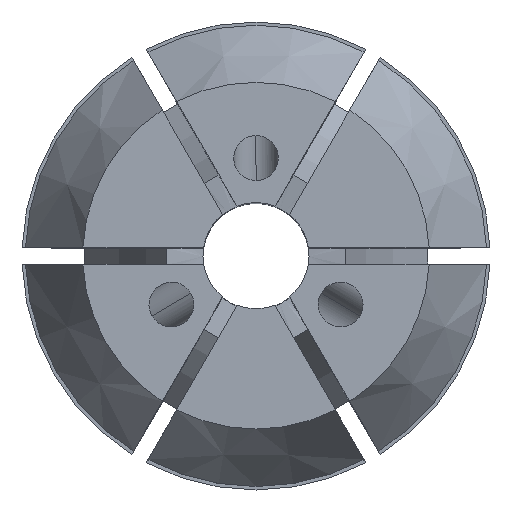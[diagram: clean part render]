
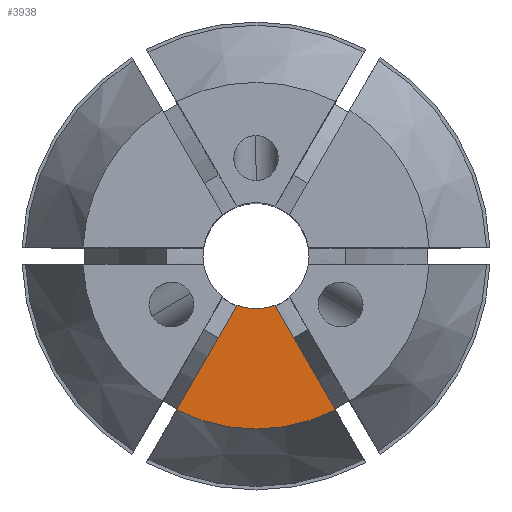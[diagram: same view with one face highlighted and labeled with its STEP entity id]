
A CAD part, top view. The second image highlights one B-rep face of the part: STEP entity #3938.
In plain terms, the highlighted planar face has unit normal (0, 0, 1).
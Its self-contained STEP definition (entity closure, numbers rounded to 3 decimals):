
#182 = AXIS2_PLACEMENT_3D ( 'NONE', #248, #1261, #2806 ) ;
#214 = ORIENTED_EDGE ( 'NONE', *, *, #3790, .F. ) ;
#248 = CARTESIAN_POINT ( 'NONE',  ( 0., 0., 31.5 ) ) ;
#260 = VECTOR ( 'NONE', #1121, 1000. ) ;
#279 = FACE_OUTER_BOUND ( 'NONE', #3101, .T. ) ;
#483 = CARTESIAN_POINT ( 'NONE',  ( 0.851, -2.224, 31.5 ) ) ;
#569 = EDGE_CURVE ( 'NONE', #2942, #1879, #661, .T. ) ;
#635 = PLANE ( 'NONE',  #3684 ) ;
#661 = LINE ( 'NONE', #1614, #3961 ) ;
#737 = DIRECTION ( 'NONE',  ( 1., 0., 0. ) ) ;
#1018 = CARTESIAN_POINT ( 'NONE',  ( -3.56, -6.916, 31.5 ) ) ;
#1084 = EDGE_CURVE ( 'NONE', #1086, #3413, #2700, .T. ) ;
#1086 = VERTEX_POINT ( 'NONE', #483 ) ;
#1121 = DIRECTION ( 'NONE',  ( 0.5, -0.866, 0. ) ) ;
#1261 = DIRECTION ( 'NONE',  ( 0., 0., -1. ) ) ;
#1286 = CARTESIAN_POINT ( 'NONE',  ( 0., 7.778, 31.5 ) ) ;
#1614 = CARTESIAN_POINT ( 'NONE',  ( 3.693, 5.646, 31.5 ) ) ;
#1666 = CARTESIAN_POINT ( 'NONE',  ( 0., 0., 31.5 ) ) ;
#1671 = CARTESIAN_POINT ( 'NONE',  ( -3.693, 5.646, 31.5 ) ) ;
#1716 = DIRECTION ( 'NONE',  ( -0.5, -0.866, 0. ) ) ;
#1879 = VERTEX_POINT ( 'NONE', #1018 ) ;
#1883 = ORIENTED_EDGE ( 'NONE', *, *, #3373, .F. ) ;
#1974 = CARTESIAN_POINT ( 'NONE',  ( 3.56, -6.916, 31.5 ) ) ;
#2098 = CIRCLE ( 'NONE', #182, 7.778 ) ;
#2319 = DIRECTION ( 'NONE',  ( 0., 0., 1. ) ) ;
#2524 = ORIENTED_EDGE ( 'NONE', *, *, #1084, .F. ) ;
#2682 = CIRCLE ( 'NONE', #3746, 2.381 ) ;
#2692 = CARTESIAN_POINT ( 'NONE',  ( -0.851, -2.224, 31.5 ) ) ;
#2700 = LINE ( 'NONE', #1671, #260 ) ;
#2806 = DIRECTION ( 'NONE',  ( -1., 0., 0. ) ) ;
#2892 = DIRECTION ( 'NONE',  ( 1., 0., 0. ) ) ;
#2942 = VERTEX_POINT ( 'NONE', #2692 ) ;
#3101 = EDGE_LOOP ( 'NONE', ( #1883, #4034, #214, #2524 ) ) ;
#3373 = EDGE_CURVE ( 'NONE', #2942, #1086, #2682, .T. ) ;
#3413 = VERTEX_POINT ( 'NONE', #1974 ) ;
#3684 = AXIS2_PLACEMENT_3D ( 'NONE', #1286, #3829, #2892 ) ;
#3746 = AXIS2_PLACEMENT_3D ( 'NONE', #1666, #2319, #737 ) ;
#3790 = EDGE_CURVE ( 'NONE', #3413, #1879, #2098, .T. ) ;
#3829 = DIRECTION ( 'NONE',  ( 0., 0., 1. ) ) ;
#3938 = ADVANCED_FACE ( 'NONE', ( #279 ), #635, .T. ) ;
#3961 = VECTOR ( 'NONE', #1716, 1000. ) ;
#4034 = ORIENTED_EDGE ( 'NONE', *, *, #569, .T. ) ;
